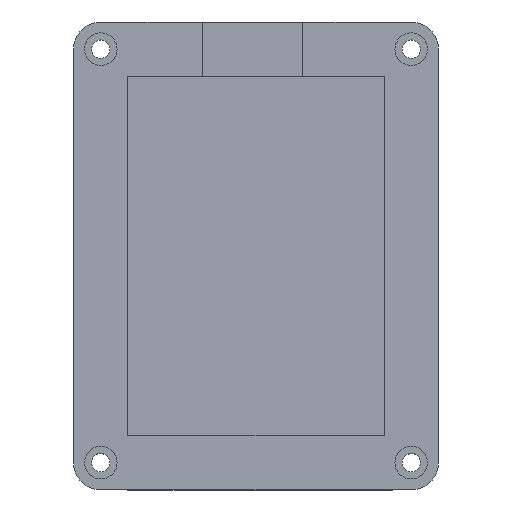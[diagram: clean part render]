
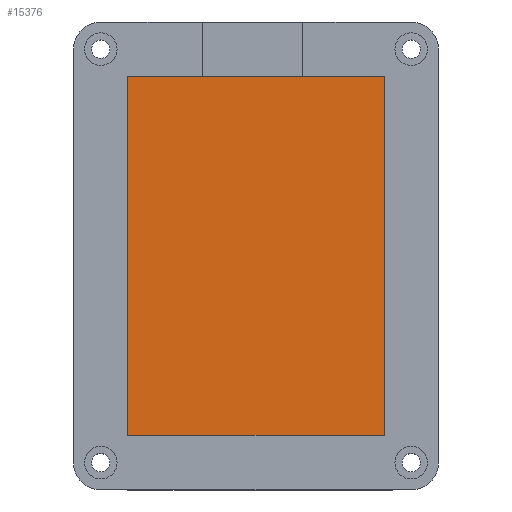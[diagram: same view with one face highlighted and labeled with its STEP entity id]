
A CAD part, top view. The second image highlights one B-rep face of the part: STEP entity #15376.
In plain terms, the highlighted planar face has unit normal (0, 0, 1).
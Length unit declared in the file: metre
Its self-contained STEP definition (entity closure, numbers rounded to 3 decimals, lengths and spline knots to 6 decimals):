
#1079=LINE('',#21086,#2254);
#1080=LINE('',#21089,#2255);
#1081=LINE('',#21091,#2256);
#1082=LINE('',#21093,#2257);
#2254=VECTOR('',#17633,1.);
#2255=VECTOR('',#17634,1.);
#2256=VECTOR('',#17635,1.);
#2257=VECTOR('',#17636,1.);
#3737=ORIENTED_EDGE('',*,*,#8553,.F.);
#3738=ORIENTED_EDGE('',*,*,#8554,.T.);
#3739=ORIENTED_EDGE('',*,*,#8555,.T.);
#3740=ORIENTED_EDGE('',*,*,#8556,.F.);
#8553=EDGE_CURVE('',#10967,#10968,#1079,.T.);
#8554=EDGE_CURVE('',#10967,#10969,#1080,.T.);
#8555=EDGE_CURVE('',#10969,#10970,#1081,.T.);
#8556=EDGE_CURVE('',#10968,#10970,#1082,.T.);
#10967=VERTEX_POINT('',#21087);
#10968=VERTEX_POINT('',#21088);
#10969=VERTEX_POINT('',#21090);
#10970=VERTEX_POINT('',#21092);
#13087=EDGE_LOOP('',(#3737,#3738,#3739,#3740));
#14047=FACE_BOUND('',#13087,.T.);
#14977=PLANE('',#16409);
#15376=ADVANCED_FACE('',(#14047),#14977,.T.);
#16409=AXIS2_PLACEMENT_3D('',#21085,#17631,#17632);
#17631=DIRECTION('',(0.,0.,1.));
#17632=DIRECTION('',(1.,0.,0.));
#17633=DIRECTION('',(0.,1.,0.));
#17634=DIRECTION('',(1.,0.,0.));
#17635=DIRECTION('',(0.,1.,0.));
#17636=DIRECTION('',(1.,0.,0.));
#21085=CARTESIAN_POINT('',(0.023551,0.03302,0.003));
#21086=CARTESIAN_POINT('',(0.,0.03302,0.003));
#21087=CARTESIAN_POINT('',(0.,0.,0.003));
#21088=CARTESIAN_POINT('',(0.,0.06604,0.003));
#21089=CARTESIAN_POINT('',(0.023551,0.,0.003));
#21090=CARTESIAN_POINT('',(0.047101,0.,0.003));
#21091=CARTESIAN_POINT('',(0.047101,0.03302,0.003));
#21092=CARTESIAN_POINT('',(0.047101,0.06604,0.003));
#21093=CARTESIAN_POINT('',(0.023551,0.06604,0.003));
